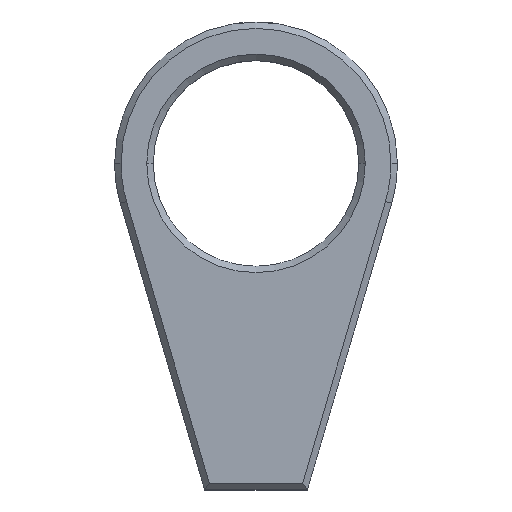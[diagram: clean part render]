
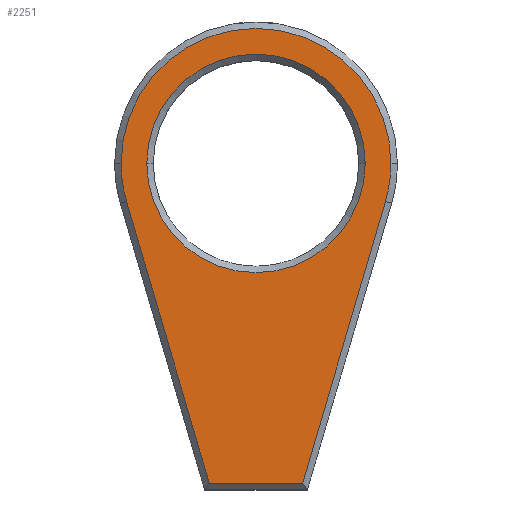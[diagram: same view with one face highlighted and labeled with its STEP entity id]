
A CAD part, top view. The second image highlights one B-rep face of the part: STEP entity #2251.
In plain terms, the highlighted planar face has unit normal (0, 0, 1).
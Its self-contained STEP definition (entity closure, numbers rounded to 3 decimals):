
#11 = ORIENTED_EDGE ( 'NONE', *, *, #1171, .T. ) ;
#79 = DIRECTION ( 'NONE',  ( 1., 0., 0. ) ) ;
#80 = AXIS2_PLACEMENT_3D ( 'NONE', #1229, #2120, #79 ) ;
#124 = CARTESIAN_POINT ( 'NONE',  ( 0., 0., 0. ) ) ;
#125 = CARTESIAN_POINT ( 'NONE',  ( -8.5, 0., 0. ) ) ;
#128 = CARTESIAN_POINT ( 'NONE',  ( 10.5, 0., 0. ) ) ;
#153 = ORIENTED_EDGE ( 'NONE', *, *, #1874, .T. ) ;
#244 = CARTESIAN_POINT ( 'NONE',  ( 3.626, -24.9, 0. ) ) ;
#385 = VERTEX_POINT ( 'NONE', #623 ) ;
#388 = CARTESIAN_POINT ( 'NONE',  ( 10.074, -2.961, 0. ) ) ;
#465 = DIRECTION ( 'NONE',  ( 1., 0., 0. ) ) ;
#470 = ORIENTED_EDGE ( 'NONE', *, *, #1452, .T. ) ;
#517 = LINE ( 'NONE', #388, #2015 ) ;
#569 = CIRCLE ( 'NONE', #2311, 10.5 ) ;
#623 = CARTESIAN_POINT ( 'NONE',  ( 8.5, 0., 0. ) ) ;
#625 = ORIENTED_EDGE ( 'NONE', *, *, #1648, .T. ) ;
#667 = CIRCLE ( 'NONE', #858, 10.5 ) ;
#679 = EDGE_CURVE ( 'NONE', #1326, #1034, #569, .T. ) ;
#712 = ORIENTED_EDGE ( 'NONE', *, *, #1395, .T. ) ;
#726 = CIRCLE ( 'NONE', #80, 10.5 ) ;
#732 = DIRECTION ( 'NONE',  ( 0.282, 0.959, 0. ) ) ;
#817 = CIRCLE ( 'NONE', #1142, 8.5 ) ;
#858 = AXIS2_PLACEMENT_3D ( 'NONE', #124, #1245, #465 ) ;
#900 = DIRECTION ( 'NONE',  ( 1., 0., 0. ) ) ;
#924 = CARTESIAN_POINT ( 'NONE',  ( -3.626, -24.9, 0. ) ) ;
#954 = VERTEX_POINT ( 'NONE', #125 ) ;
#982 = CARTESIAN_POINT ( 'NONE',  ( 0., 0., 0. ) ) ;
#1034 = VERTEX_POINT ( 'NONE', #128 ) ;
#1081 = CARTESIAN_POINT ( 'NONE',  ( 0., 0., 0. ) ) ;
#1110 = DIRECTION ( 'NONE',  ( 1., 0., 0. ) ) ;
#1142 = AXIS2_PLACEMENT_3D ( 'NONE', #1081, #1828, #900 ) ;
#1157 = CARTESIAN_POINT ( 'NONE',  ( -10.074, -2.961, 0. ) ) ;
#1160 = VERTEX_POINT ( 'NONE', #244 ) ;
#1168 = AXIS2_PLACEMENT_3D ( 'NONE', #2021, #2219, #1110 ) ;
#1169 = FACE_BOUND ( 'NONE', #1232, .T. ) ;
#1171 = EDGE_CURVE ( 'NONE', #1034, #1952, #667, .T. ) ;
#1229 = CARTESIAN_POINT ( 'NONE',  ( 0., 0., 0. ) ) ;
#1232 = EDGE_LOOP ( 'NONE', ( #1393, #625 ) ) ;
#1234 = CIRCLE ( 'NONE', #2178, 8.5 ) ;
#1245 = DIRECTION ( 'NONE',  ( 0., 0., 1. ) ) ;
#1326 = VERTEX_POINT ( 'NONE', #1457 ) ;
#1331 = VERTEX_POINT ( 'NONE', #924 ) ;
#1353 = LINE ( 'NONE', #1652, #1436 ) ;
#1393 = ORIENTED_EDGE ( 'NONE', *, *, #1399, .T. ) ;
#1395 = EDGE_CURVE ( 'NONE', #1331, #1160, #1353, .T. ) ;
#1399 = EDGE_CURVE ( 'NONE', #385, #954, #817, .T. ) ;
#1436 = VECTOR ( 'NONE', #1630, 1000. ) ;
#1452 = EDGE_CURVE ( 'NONE', #2054, #1331, #1815, .T. ) ;
#1457 = CARTESIAN_POINT ( 'NONE',  ( 10.074, -2.961, 0. ) ) ;
#1480 = FACE_OUTER_BOUND ( 'NONE', #2199, .T. ) ;
#1520 = CARTESIAN_POINT ( 'NONE',  ( -10.5, 0., 0. ) ) ;
#1531 = DIRECTION ( 'NONE',  ( 1., 0., 0. ) ) ;
#1562 = DIRECTION ( 'NONE',  ( 0., 0., -1. ) ) ;
#1630 = DIRECTION ( 'NONE',  ( 1., 0., 0. ) ) ;
#1648 = EDGE_CURVE ( 'NONE', #954, #385, #1234, .T. ) ;
#1652 = CARTESIAN_POINT ( 'NONE',  ( 0., -24.9, 0. ) ) ;
#1681 = EDGE_CURVE ( 'NONE', #1952, #2054, #726, .T. ) ;
#1691 = DIRECTION ( 'NONE',  ( 0., 0., 1. ) ) ;
#1754 = DIRECTION ( 'NONE',  ( 1., 0., 0. ) ) ;
#1760 = ORIENTED_EDGE ( 'NONE', *, *, #679, .T. ) ;
#1815 = LINE ( 'NONE', #2070, #2352 ) ;
#1828 = DIRECTION ( 'NONE',  ( 0., 0., -1. ) ) ;
#1874 = EDGE_CURVE ( 'NONE', #1160, #1326, #517, .T. ) ;
#1943 = CARTESIAN_POINT ( 'NONE',  ( 0., 0., 0. ) ) ;
#1952 = VERTEX_POINT ( 'NONE', #1520 ) ;
#2015 = VECTOR ( 'NONE', #732, 1000. ) ;
#2021 = CARTESIAN_POINT ( 'NONE',  ( 0., 0., 0. ) ) ;
#2052 = PLANE ( 'NONE',  #1168 ) ;
#2054 = VERTEX_POINT ( 'NONE', #1157 ) ;
#2070 = CARTESIAN_POINT ( 'NONE',  ( -3.52, -25.259, 0. ) ) ;
#2076 = DIRECTION ( 'NONE',  ( 0.282, -0.959, 0. ) ) ;
#2079 = ORIENTED_EDGE ( 'NONE', *, *, #1681, .T. ) ;
#2120 = DIRECTION ( 'NONE',  ( 0., 0., 1. ) ) ;
#2178 = AXIS2_PLACEMENT_3D ( 'NONE', #1943, #1562, #1754 ) ;
#2199 = EDGE_LOOP ( 'NONE', ( #470, #712, #153, #1760, #11, #2079 ) ) ;
#2219 = DIRECTION ( 'NONE',  ( 0., 0., 1. ) ) ;
#2251 = ADVANCED_FACE ( 'NONE', ( #1480, #1169 ), #2052, .T. ) ;
#2311 = AXIS2_PLACEMENT_3D ( 'NONE', #982, #1691, #1531 ) ;
#2352 = VECTOR ( 'NONE', #2076, 1000. ) ;
